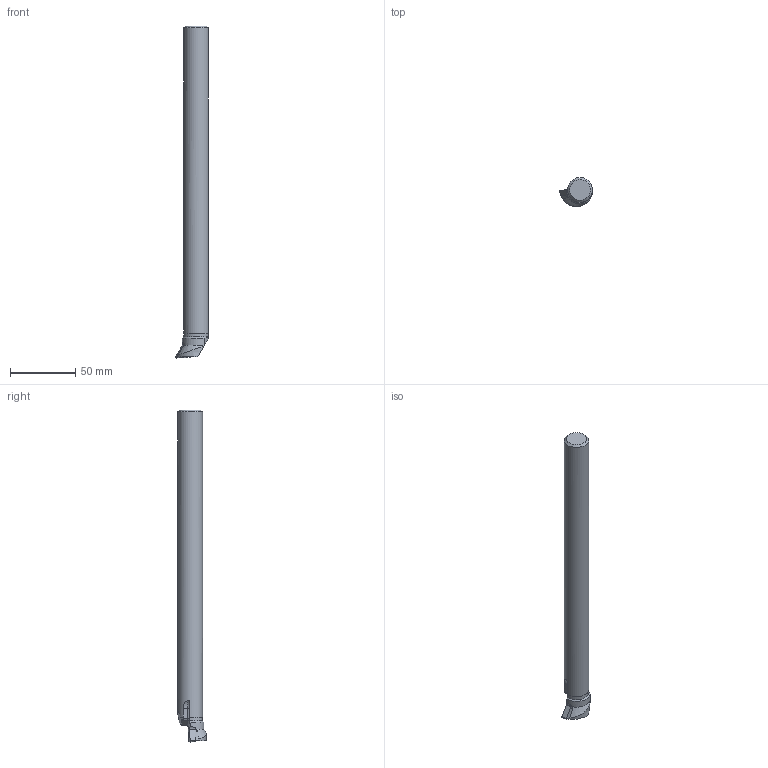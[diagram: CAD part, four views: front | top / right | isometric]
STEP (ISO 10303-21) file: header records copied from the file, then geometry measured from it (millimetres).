
FILE_DESCRIPTION(/* description */ (''),/* implementation_level */ '2;1');
FILE_NAME(/* name */ 'assy.stp',/* time_stamp */ '2017-08-30T11:17:18+02:00',/* author */ (''),/* organization */ ('SMS'),/* preprocessor_version */ 'ST-DEVELOPER v15',/* originating_system */ 'SIEMENS PLM Software NX 8.5',/* authorisation */ '');
FILE_SCHEMA (('AUTOMOTIVE_DESIGN { 1 0 10303 214 3 1 1 1 }'));
Length unit declared in the file: millimetre
Products named in the file (4): ASSEMBLY_CONSTRUCTION; NOCUT; CUT; ASSY
Assembly tree (3 placements, depth 2):
  ASSY
    CUT
    NOCUT
    ASSEMBLY_CONSTRUCTION
Bounding box: 25.49 x 21.86 x 255.25 mm (x, y, z)
Volume: 70716.9 mm3; surface area: 16102.3 mm2
Topology: 2 solids, 2 shells, 63 faces, 166 edges, 114 vertices
Faces by surface type: plane 22, cylinder 17, cone 15, torus 7, extrusion 2
Full cylindrical faces by diameter (mm): 4.4 x2, 19.033 x1
Entity records: 2297 total; most frequent: CARTESIAN_POINT 633, DIRECTION 334, ORIENTED_EDGE 302, EDGE_CURVE 151, AXIS2_PLACEMENT_3D 140, VERTEX_POINT 103, EDGE_LOOP 76, ADVANCED_FACE 63
